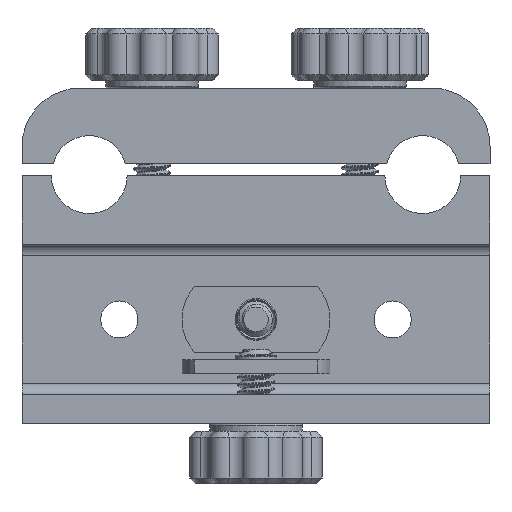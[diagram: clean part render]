
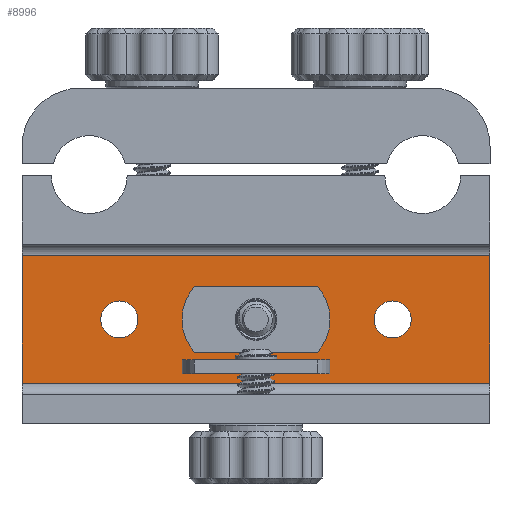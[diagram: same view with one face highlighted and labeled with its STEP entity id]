
A CAD part, front view. The second image highlights one B-rep face of the part: STEP entity #8996.
In plain terms, the highlighted planar face has unit normal (0, -1, 0).
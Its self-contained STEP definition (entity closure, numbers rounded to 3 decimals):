
#616=FACE_BOUND('',#1419,.T.);
#617=FACE_BOUND('',#1420,.T.);
#618=FACE_BOUND('',#1421,.T.);
#685=PLANE('',#9704);
#848=FACE_OUTER_BOUND('',#1418,.T.);
#1418=EDGE_LOOP('',(#6192,#6193,#6194,#6195));
#1419=EDGE_LOOP('',(#6196));
#1420=EDGE_LOOP('',(#6197));
#1421=EDGE_LOOP('',(#6198));
#2002=CIRCLE('',#9679,3.175);
#2004=CIRCLE('',#9682,3.175);
#2006=CIRCLE('',#9685,3.175);
#2522=LINE('',#13630,#3169);
#2523=LINE('',#13636,#3170);
#2530=LINE('',#13650,#3177);
#2531=LINE('',#13651,#3178);
#3169=VECTOR('',#10895,10.);
#3170=VECTOR('',#10900,127.);
#3177=VECTOR('',#10913,10.);
#3178=VECTOR('',#10914,10.);
#3783=VERTEX_POINT('',#13554);
#3785=VERTEX_POINT('',#13560);
#3787=VERTEX_POINT('',#13566);
#3811=VERTEX_POINT('',#13624);
#3813=VERTEX_POINT('',#13628);
#3814=VERTEX_POINT('',#13632);
#3816=VERTEX_POINT('',#13635);
#4670=EDGE_CURVE('',#3783,#3783,#2002,.T.);
#4673=EDGE_CURVE('',#3785,#3785,#2004,.T.);
#4676=EDGE_CURVE('',#3787,#3787,#2006,.T.);
#4706=EDGE_CURVE('',#3811,#3813,#2522,.T.);
#4708=EDGE_CURVE('',#3816,#3814,#2523,.F.);
#4716=EDGE_CURVE('',#3811,#3814,#2530,.F.);
#4717=EDGE_CURVE('',#3816,#3813,#2531,.T.);
#6192=ORIENTED_EDGE('',*,*,#4708,.T.);
#6193=ORIENTED_EDGE('',*,*,#4716,.F.);
#6194=ORIENTED_EDGE('',*,*,#4706,.T.);
#6195=ORIENTED_EDGE('',*,*,#4717,.F.);
#6196=ORIENTED_EDGE('',*,*,#4670,.T.);
#6197=ORIENTED_EDGE('',*,*,#4673,.T.);
#6198=ORIENTED_EDGE('',*,*,#4676,.T.);
#8996=ADVANCED_FACE('',(#848,#616,#617,#618),#685,.F.);
#9679=AXIS2_PLACEMENT_3D('',#13555,#10829,#10830);
#9682=AXIS2_PLACEMENT_3D('',#13561,#10836,#10837);
#9685=AXIS2_PLACEMENT_3D('',#13567,#10843,#10844);
#9704=AXIS2_PLACEMENT_3D('',#13649,#10911,#10912);
#10829=DIRECTION('center_axis',(0.,1.,0.));
#10830=DIRECTION('ref_axis',(1.,0.,0.));
#10836=DIRECTION('center_axis',(0.,1.,0.));
#10837=DIRECTION('ref_axis',(1.,0.,0.));
#10843=DIRECTION('center_axis',(0.,1.,0.));
#10844=DIRECTION('ref_axis',(1.,0.,0.));
#10895=DIRECTION('',(-1.,0.,0.));
#10900=DIRECTION('',(-1.,0.,0.));
#10911=DIRECTION('center_axis',(0.,1.,0.));
#10912=DIRECTION('ref_axis',(1.,0.,0.));
#10913=DIRECTION('',(0.,0.,1.));
#10914=DIRECTION('',(0.,0.,1.));
#13554=CARTESIAN_POINT('',(-3.175,12.7,-26.65));
#13555=CARTESIAN_POINT('Origin',(0.,12.7,
-26.65));
#13560=CARTESIAN_POINT('',(20.248,12.7,-26.65));
#13561=CARTESIAN_POINT('Origin',(23.423,12.7,-26.65));
#13566=CARTESIAN_POINT('',(-26.598,12.7,-26.65));
#13567=CARTESIAN_POINT('Origin',(-23.423,12.7,-26.65));
#13624=CARTESIAN_POINT('',(40.1,12.7,-15.75));
#13628=CARTESIAN_POINT('',(-40.1,12.7,-15.75));
#13630=CARTESIAN_POINT('',(-38.1,12.7,-15.75));
#13632=CARTESIAN_POINT('',(40.1,12.7,-37.55));
#13635=CARTESIAN_POINT('',(-40.1,12.7,-37.55));
#13636=CARTESIAN_POINT('',(63.5,12.7,-37.55));
#13649=CARTESIAN_POINT('Origin',(63.5,12.7,-13.75));
#13650=CARTESIAN_POINT('',(40.1,12.7,-20.2));
#13651=CARTESIAN_POINT('',(-40.1,12.7,-20.2));
